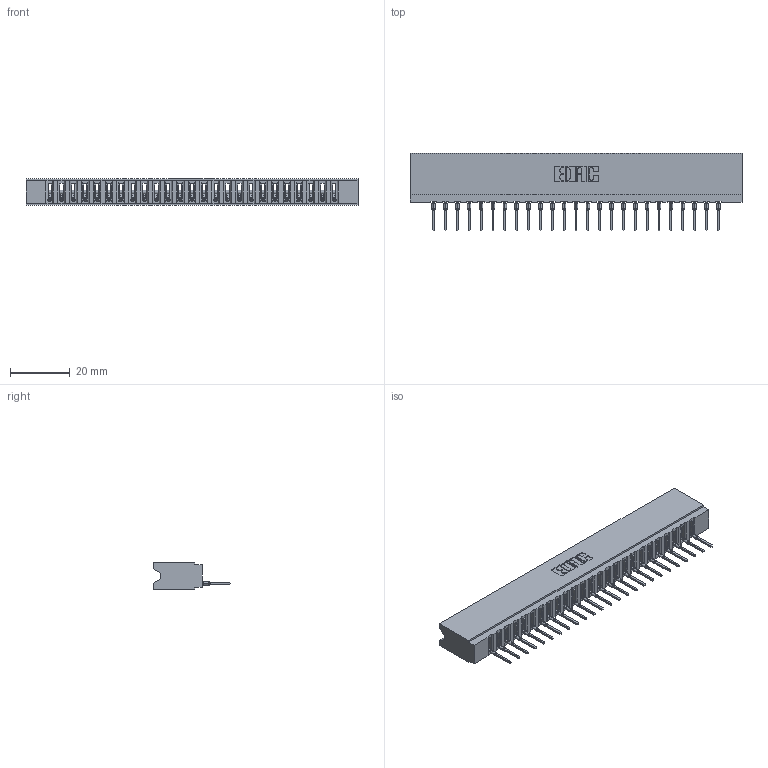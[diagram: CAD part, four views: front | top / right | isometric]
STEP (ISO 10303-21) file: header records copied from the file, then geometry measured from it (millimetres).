
FILE_DESCRIPTION (( 'STEP AP203' ), '1' );
FILE_NAME ('737-025-522-106.STEP', '2020-09-10T22:09:53', ( '' ), ( '' ), 'SwSTEP 2.0', 'SolidWorks 2020', '' );
FILE_SCHEMA (( 'CONFIG_CONTROL_DESIGN' ));
Length unit declared in the file: inch
Products named in the file (3): 745-292-001_522; 737-025-522-106; 737 Part_Insulator Option - 06
Assembly tree (26 placements, depth 2):
  737-025-522-106
    737 Part_Insulator Option - 06
    745-292-001_522  x25
Bounding box: 110.9 x 25.92 x 8.89 mm (x, y, z)
Volume: 10830.3 mm3; surface area: 14309.3 mm2
Topology: 26 solids, 26 shells, 2920 faces, 8032 edges, 5070 vertices
Faces by surface type: plane 1755, cylinder 515, bspline 500, torus 150
Entity records: 44427 total; most frequent: CARTESIAN_POINT 8333, ORIENTED_EDGE 7760, DIRECTION 6738, EDGE_CURVE 3880, VECTOR 3548, LINE 3548, VERTEX_POINT 2478, AXIS2_PLACEMENT_3D 1595
